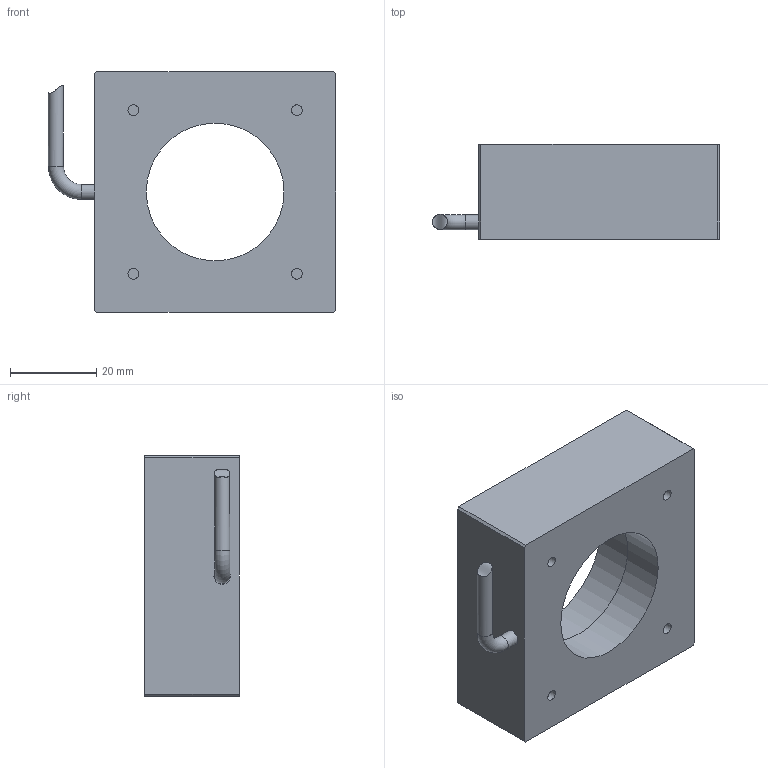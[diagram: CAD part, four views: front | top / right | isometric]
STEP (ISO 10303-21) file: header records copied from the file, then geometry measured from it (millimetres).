
FILE_DESCRIPTION (( 'STEP AP203' ), '1' );
FILE_NAME ('SRQ-56x.STEP', '2016-02-15T08:28:37', ( 'CCS Inc' ), ( 'CCS Inc' ), 'SwSTEP 2.0', 'SolidWorks 2011', '' );
FILE_SCHEMA (( 'CONFIG_CONTROL_DESIGN' ));
Length unit declared in the file: millimetre
Products named in the file (1): SRQ-56x
Bounding box: 66.75 x 22 x 56 mm (x, y, z)
Volume: 38765.1 mm3; surface area: 17768 mm2
Topology: 6 solids, 10 shells, 155 faces, 313 edges, 190 vertices
Faces by surface type: cylinder 70, plane 67, cone 12, torus 5, bspline 1
Full cylindrical faces by diameter (mm): 2.5 x8, 2.6 x4, 3.5 x2, 3.8 x1, 32 x1, 34 x1, 50 x1
Entity records: 3793 total; most frequent: CARTESIAN_POINT 810, DIRECTION 588, ORIENTED_EDGE 536, EDGE_CURVE 268, AXIS2_PLACEMENT_3D 214, EDGE_LOOP 204, VERTEX_POINT 180, FACE_OUTER_BOUND 178
